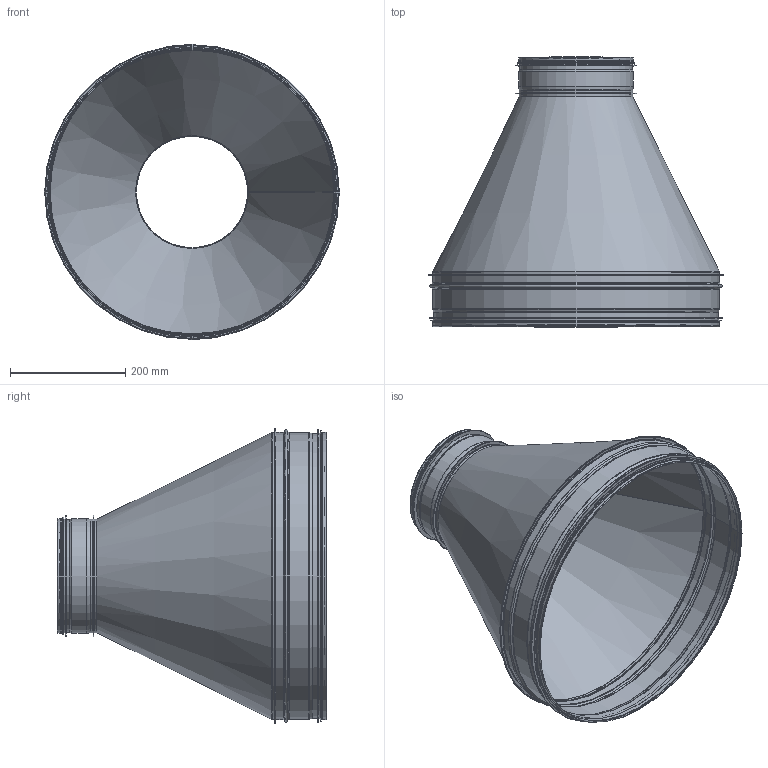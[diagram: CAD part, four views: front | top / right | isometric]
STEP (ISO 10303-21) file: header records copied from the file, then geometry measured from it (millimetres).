
FILE_DESCRIPTION((''),'2;1');
FILE_NAME('HFC_10-06.stp','2014-02-19T13:45:20',(''),(''),'Autodesk Inventor 2013','Autodesk Inventor 2013','');
FILE_SCHEMA(('AUTOMOTIVE_DESIGN { 1 2 10303 214 0 1 1 1 }'));
Length unit declared in the file: millimetre
Products named in the file (8): HFC_10-06; KonFallsadHFC_500-200; StosMedFals_HFC-200; StosMedFalsRörämne_HFC-200; 999006; HSGMedFals-500; HSGMedFalsRörämne-500; 999010
Assembly tree (7 placements, depth 3):
  HFC_10-06
    KonFallsadHFC_500-200
    StosMedFals_HFC-200
      StosMedFalsRörämne_HFC-200
      999006
    HSGMedFals-500
      HSGMedFalsRörämne-500
      999010
Bounding box: 513.21 x 468.48 x 513.21 mm (x, y, z)
Volume: 427081.4 mm3; surface area: 1367938.2 mm2
Topology: 5 solids, 5 shells, 220 faces, 430 edges, 226 vertices
Faces by surface type: plane 112, torus 54, cylinder 36, cone 18
Full cylindrical faces by diameter (mm): 193.15 x1, 194.15 x1, 195.35 x1, 195.75 x1, 195.95 x1, 196.95 x2, 197.95 x5, 198.95 x2, 199.95 x1, 204.35 x1, 209.35 x1, 210.95 x1, 492.95 x1, 493.95 x1, 495.15 x1, 497.55 x1, 497.75 x6, 498.75 x4, 501.75 x1, 504.15 x1, 509.15 x1, 509.75 x1
Entity records: 5744 total; most frequent: DIRECTION 1088, CARTESIAN_POINT 863, ORIENTED_EDGE 804, AXIS2_PLACEMENT_3D 451, EDGE_CURVE 402, EDGE_LOOP 258, VERTEX_POINT 226, FACE_OUTER_BOUND 220
